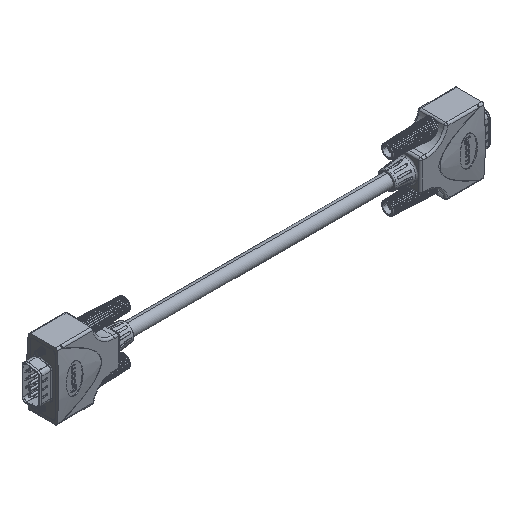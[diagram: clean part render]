
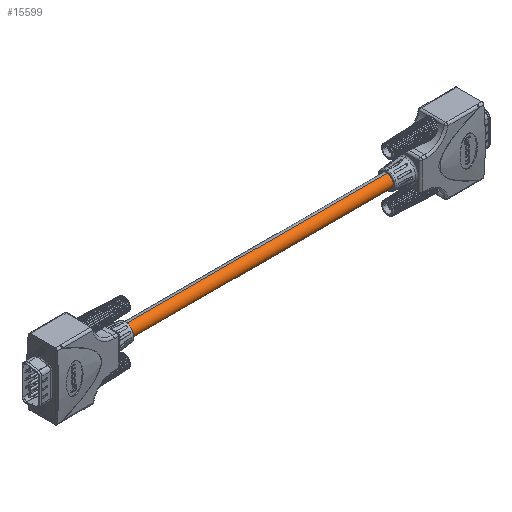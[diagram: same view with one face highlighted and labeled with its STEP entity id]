
A CAD part, isometric view. The second image highlights one B-rep face of the part: STEP entity #15599.
In plain terms, the highlighted cylindrical face has radius 3.188 mm (diameter 6.375 mm), a partial arc.
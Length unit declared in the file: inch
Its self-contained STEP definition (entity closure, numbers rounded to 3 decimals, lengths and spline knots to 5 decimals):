
#382 = DIRECTION ( 'NONE',  ( -1., 0., 0. ) ) ;
#2560 = ORIENTED_EDGE ( 'NONE', *, *, #4686, .F. ) ;
#4686 = EDGE_CURVE ( 'NONE', #23705, #10160, #28681, .T. ) ;
#5204 = CARTESIAN_POINT ( 'NONE',  ( 3., 0., -0.1255 ) ) ;
#5628 = CARTESIAN_POINT ( 'NONE',  ( -3., 0., 0. ) ) ;
#5765 = CIRCLE ( 'NONE', #12562, 0.1255 ) ;
#6233 = DIRECTION ( 'NONE',  ( 1., 0., 0. ) ) ;
#7408 = CARTESIAN_POINT ( 'NONE',  ( 3., 0., 0. ) ) ;
#7537 = DIRECTION ( 'NONE',  ( 0., 0., 1. ) ) ;
#8727 = DIRECTION ( 'NONE',  ( 0., 0., -1. ) ) ;
#9594 = CARTESIAN_POINT ( 'NONE',  ( 3., 0., -0.1255 ) ) ;
#10160 = VERTEX_POINT ( 'NONE', #20622 ) ;
#11896 = DIRECTION ( 'NONE',  ( -1., 0., 0. ) ) ;
#12311 = VECTOR ( 'NONE', #382, 39.37008 ) ;
#12478 = VERTEX_POINT ( 'NONE', #23538 ) ;
#12562 = AXIS2_PLACEMENT_3D ( 'NONE', #24738, #6233, #27854 ) ;
#12605 = AXIS2_PLACEMENT_3D ( 'NONE', #5628, #27217, #8727 ) ;
#13877 = EDGE_CURVE ( 'NONE', #12478, #23705, #5765, .T. ) ;
#14215 = EDGE_LOOP ( 'NONE', ( #2560, #27043, #38393, #21709 ) ) ;
#15443 = VECTOR ( 'NONE', #11896, 39.37008 ) ;
#15599 = ADVANCED_FACE ( 'NONE', ( #35056 ), #17683, .T. ) ;
#16972 = CARTESIAN_POINT ( 'NONE',  ( -3., 0., 0.1255 ) ) ;
#17683 = CYLINDRICAL_SURFACE ( 'NONE', #33530, 0.1255 ) ;
#19804 = DIRECTION ( 'NONE',  ( -1., 0., 0. ) ) ;
#20622 = CARTESIAN_POINT ( 'NONE',  ( -3., 0., -0.1255 ) ) ;
#21709 = ORIENTED_EDGE ( 'NONE', *, *, #30709, .T. ) ;
#23538 = CARTESIAN_POINT ( 'NONE',  ( 3., 0., 0.1255 ) ) ;
#23655 = LINE ( 'NONE', #30347, #15443 ) ;
#23705 = VERTEX_POINT ( 'NONE', #5204 ) ;
#24738 = CARTESIAN_POINT ( 'NONE',  ( 3., 0., 0. ) ) ;
#25973 = VERTEX_POINT ( 'NONE', #16972 ) ;
#27043 = ORIENTED_EDGE ( 'NONE', *, *, #13877, .F. ) ;
#27217 = DIRECTION ( 'NONE',  ( 1., 0., 0. ) ) ;
#27854 = DIRECTION ( 'NONE',  ( 0., 0., -1. ) ) ;
#28681 = LINE ( 'NONE', #9594, #12311 ) ;
#30347 = CARTESIAN_POINT ( 'NONE',  ( 3., 0., 0.1255 ) ) ;
#30709 = EDGE_CURVE ( 'NONE', #25973, #10160, #34721, .T. ) ;
#33530 = AXIS2_PLACEMENT_3D ( 'NONE', #7408, #19804, #7537 ) ;
#34721 = CIRCLE ( 'NONE', #12605, 0.1255 ) ;
#35056 = FACE_OUTER_BOUND ( 'NONE', #14215, .T. ) ;
#37730 = EDGE_CURVE ( 'NONE', #12478, #25973, #23655, .T. ) ;
#38393 = ORIENTED_EDGE ( 'NONE', *, *, #37730, .T. ) ;
